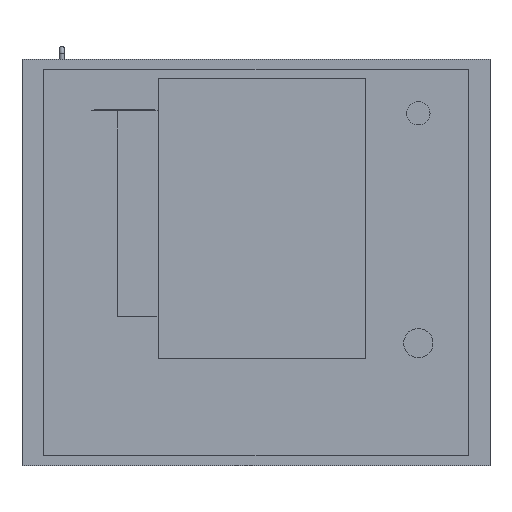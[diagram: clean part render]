
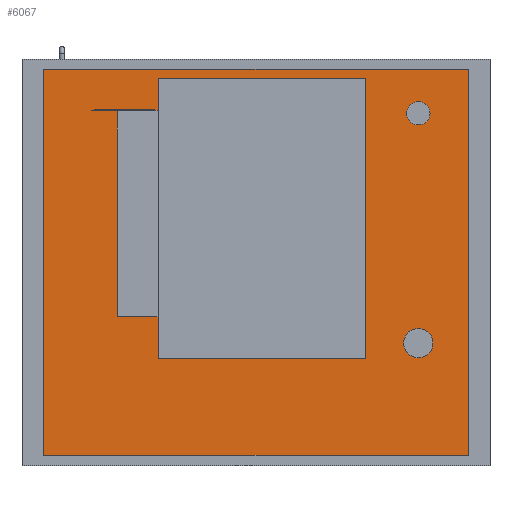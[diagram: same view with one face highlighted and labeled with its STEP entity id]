
A CAD part, front view. The second image highlights one B-rep face of the part: STEP entity #6067.
In plain terms, the highlighted planar face has unit normal (0, -1, 0).
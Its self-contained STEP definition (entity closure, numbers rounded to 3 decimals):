
#54=FACE_BOUND('',#688,.T.);
#55=FACE_BOUND('',#689,.T.);
#70=CIRCLE('',#6482,20.);
#72=CIRCLE('',#6486,25.);
#317=FACE_OUTER_BOUND('',#687,.T.);
#687=EDGE_LOOP('',(#4068,#4069,#4070,#4071));
#688=EDGE_LOOP('',(#4072));
#689=EDGE_LOOP('',(#4073));
#1079=LINE('',#8799,#1820);
#1082=LINE('',#8805,#1823);
#1085=LINE('',#8811,#1826);
#1088=LINE('',#8815,#1829);
#1820=VECTOR('',#7047,10.);
#1823=VECTOR('',#7052,10.);
#1826=VECTOR('',#7057,10.);
#1829=VECTOR('',#7062,10.);
#2542=VERTEX_POINT('',#8756);
#2544=VERTEX_POINT('',#8763);
#2555=VERTEX_POINT('',#8796);
#2556=VERTEX_POINT('',#8798);
#2558=VERTEX_POINT('',#8804);
#2560=VERTEX_POINT('',#8810);
#3129=EDGE_CURVE('',#2542,#2542,#70,.T.);
#3132=EDGE_CURVE('',#2544,#2544,#72,.T.);
#3147=EDGE_CURVE('',#2556,#2555,#1079,.T.);
#3150=EDGE_CURVE('',#2558,#2556,#1082,.T.);
#3153=EDGE_CURVE('',#2560,#2558,#1085,.T.);
#3156=EDGE_CURVE('',#2555,#2560,#1088,.T.);
#4068=ORIENTED_EDGE('',*,*,#3156,.T.);
#4069=ORIENTED_EDGE('',*,*,#3153,.T.);
#4070=ORIENTED_EDGE('',*,*,#3150,.T.);
#4071=ORIENTED_EDGE('',*,*,#3147,.T.);
#4072=ORIENTED_EDGE('',*,*,#3129,.T.);
#4073=ORIENTED_EDGE('',*,*,#3132,.T.);
#5758=PLANE('',#6498);
#6067=ADVANCED_FACE('',(#317,#54,#55),#5758,.T.);
#6482=AXIS2_PLACEMENT_3D('',#8758,#7008,#7009);
#6486=AXIS2_PLACEMENT_3D('',#8765,#7017,#7018);
#6498=AXIS2_PLACEMENT_3D('',#8817,#7065,#7066);
#7008=DIRECTION('center_axis',(0.,1.,0.));
#7009=DIRECTION('ref_axis',(1.,0.,0.));
#7017=DIRECTION('center_axis',(0.,1.,0.));
#7018=DIRECTION('ref_axis',(1.,0.,0.));
#7047=DIRECTION('',(-1.,0.,0.));
#7052=DIRECTION('',(0.,0.,1.));
#7057=DIRECTION('',(1.,0.,0.));
#7062=DIRECTION('',(0.,0.,-1.));
#7065=DIRECTION('center_axis',(0.,-1.,0.));
#7066=DIRECTION('ref_axis',(0.,0.,-1.));
#8756=CARTESIAN_POINT('',(257.5,-370.,255.));
#8758=CARTESIAN_POINT('Origin',(277.5,-370.,255.));
#8763=CARTESIAN_POINT('',(252.5,-370.,-138.));
#8765=CARTESIAN_POINT('Origin',(277.5,-370.,-138.));
#8796=CARTESIAN_POINT('',(-362.5,-370.,330.));
#8798=CARTESIAN_POINT('',(362.5,-370.,330.));
#8799=CARTESIAN_POINT('',(-362.5,-370.,330.));
#8804=CARTESIAN_POINT('',(362.5,-370.,-330.));
#8805=CARTESIAN_POINT('',(362.5,-370.,330.));
#8810=CARTESIAN_POINT('',(-362.5,-370.,-330.));
#8811=CARTESIAN_POINT('',(362.5,-370.,-330.));
#8815=CARTESIAN_POINT('',(-362.5,-370.,-330.));
#8817=CARTESIAN_POINT('Origin',(0.,-370.,0.));
